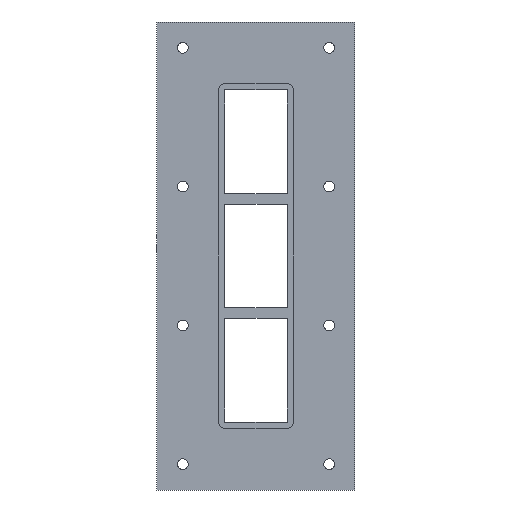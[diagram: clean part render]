
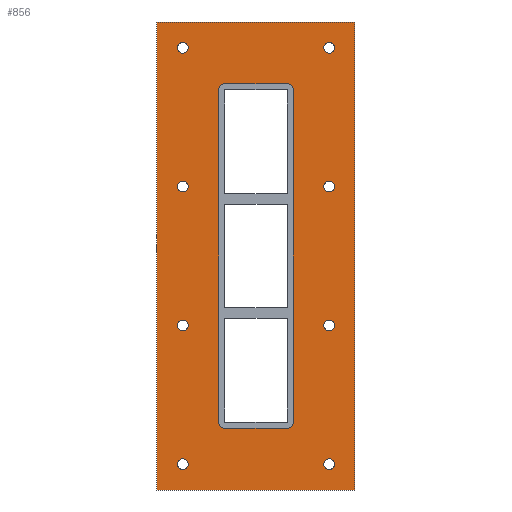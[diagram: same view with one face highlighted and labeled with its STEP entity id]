
A CAD part, front view. The second image highlights one B-rep face of the part: STEP entity #856.
In plain terms, the highlighted planar face has unit normal (0, -1, 0).
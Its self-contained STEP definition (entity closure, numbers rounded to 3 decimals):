
#84=CARTESIAN_POINT('',(-66.,0.0,-202.5));
#85=VERTEX_POINT('',#84);
#86=CARTESIAN_POINT('',(-71.25,0.0,-202.5));
#87=DIRECTION('',(0.0,1.0,0.0));
#88=DIRECTION('',(1.0,0.0,0.0));
#89=AXIS2_PLACEMENT_3D('',#86,#87,#88);
#90=CIRCLE('',#89,5.25);
#91=EDGE_CURVE('',#85,#85,#90,.T.);
#112=CARTESIAN_POINT('',(76.5,0.0,-67.5));
#113=VERTEX_POINT('',#112);
#114=CARTESIAN_POINT('',(71.25,0.0,-67.5));
#115=DIRECTION('',(0.0,1.0,0.0));
#116=DIRECTION('',(1.0,0.0,0.0));
#117=AXIS2_PLACEMENT_3D('',#114,#115,#116);
#118=CIRCLE('',#117,5.25);
#119=EDGE_CURVE('',#113,#113,#118,.T.);
#140=CARTESIAN_POINT('',(-66.,0.0,-67.5));
#141=VERTEX_POINT('',#140);
#142=CARTESIAN_POINT('',(-71.25,0.0,-67.5));
#143=DIRECTION('',(0.0,1.0,0.0));
#144=DIRECTION('',(1.0,0.0,0.0));
#145=AXIS2_PLACEMENT_3D('',#142,#143,#144);
#146=CIRCLE('',#145,5.25);
#147=EDGE_CURVE('',#141,#141,#146,.T.);
#168=CARTESIAN_POINT('',(76.5,0.0,67.5));
#169=VERTEX_POINT('',#168);
#170=CARTESIAN_POINT('',(71.25,0.0,67.5));
#171=DIRECTION('',(0.0,1.0,0.0));
#172=DIRECTION('',(1.0,0.0,0.0));
#173=AXIS2_PLACEMENT_3D('',#170,#171,#172);
#174=CIRCLE('',#173,5.25);
#175=EDGE_CURVE('',#169,#169,#174,.T.);
#196=CARTESIAN_POINT('',(-66.,0.0,67.5));
#197=VERTEX_POINT('',#196);
#198=CARTESIAN_POINT('',(-71.25,0.0,67.5));
#199=DIRECTION('',(0.0,1.0,0.0));
#200=DIRECTION('',(1.0,0.0,0.0));
#201=AXIS2_PLACEMENT_3D('',#198,#199,#200);
#202=CIRCLE('',#201,5.25);
#203=EDGE_CURVE('',#197,#197,#202,.T.);
#224=CARTESIAN_POINT('',(76.5,0.0,-202.5));
#225=VERTEX_POINT('',#224);
#226=CARTESIAN_POINT('',(71.25,0.0,-202.5));
#227=DIRECTION('',(0.0,1.0,0.0));
#228=DIRECTION('',(1.0,0.0,0.0));
#229=AXIS2_PLACEMENT_3D('',#226,#227,#228);
#230=CIRCLE('',#229,5.25);
#231=EDGE_CURVE('',#225,#225,#230,.T.);
#252=CARTESIAN_POINT('',(-66.,0.0,202.5));
#253=VERTEX_POINT('',#252);
#254=CARTESIAN_POINT('',(-71.25,0.0,202.5));
#255=DIRECTION('',(0.0,1.0,0.0));
#256=DIRECTION('',(1.0,0.0,0.0));
#257=AXIS2_PLACEMENT_3D('',#254,#255,#256);
#258=CIRCLE('',#257,5.25);
#259=EDGE_CURVE('',#253,#253,#258,.T.);
#280=CARTESIAN_POINT('',(76.5,0.0,202.5));
#281=VERTEX_POINT('',#280);
#282=CARTESIAN_POINT('',(71.25,0.0,202.5));
#283=DIRECTION('',(0.0,1.0,0.0));
#284=DIRECTION('',(1.0,0.0,0.0));
#285=AXIS2_PLACEMENT_3D('',#282,#283,#284);
#286=CIRCLE('',#285,5.25);
#287=EDGE_CURVE('',#281,#281,#286,.T.);
#723=CARTESIAN_POINT('',(0.0,0.0,0.));
#724=DIRECTION('',(0.0,1.0,0.0));
#725=DIRECTION('',(0.0,0.0,1.0));
#726=AXIS2_PLACEMENT_3D('',#723,#724,#725);
#727=PLANE('',#726);
#728=CARTESIAN_POINT('',(-96.25,0.0,227.5));
#729=VERTEX_POINT('',#728);
#730=CARTESIAN_POINT('',(96.25,0.0,227.5));
#731=VERTEX_POINT('',#730);
#732=CARTESIAN_POINT('',(-96.25,0.0,227.5));
#733=DIRECTION('',(1.0,0.0,0.0));
#734=VECTOR('',#733,192.5);
#735=LINE('',#732,#734);
#736=EDGE_CURVE('',#729,#731,#735,.T.);
#737=ORIENTED_EDGE('',*,*,#736,.F.);
#738=CARTESIAN_POINT('',(-96.25,0.0,-227.5));
#739=VERTEX_POINT('',#738);
#740=CARTESIAN_POINT('',(-96.25,0.0,-227.5));
#741=DIRECTION('',(0.0,0.0,1.0));
#742=VECTOR('',#741,455.);
#743=LINE('',#740,#742);
#744=EDGE_CURVE('',#739,#729,#743,.T.);
#745=ORIENTED_EDGE('',*,*,#744,.F.);
#746=CARTESIAN_POINT('',(96.25,0.0,-227.5));
#747=VERTEX_POINT('',#746);
#748=CARTESIAN_POINT('',(96.25,0.0,-227.5));
#749=DIRECTION('',(-1.0,0.0,0.0));
#750=VECTOR('',#749,192.5);
#751=LINE('',#748,#750);
#752=EDGE_CURVE('',#747,#739,#751,.T.);
#753=ORIENTED_EDGE('',*,*,#752,.F.);
#754=CARTESIAN_POINT('',(96.25,0.0,227.5));
#755=DIRECTION('',(0.0,0.0,-1.0));
#756=VECTOR('',#755,455.);
#757=LINE('',#754,#756);
#758=EDGE_CURVE('',#731,#747,#757,.T.);
#759=ORIENTED_EDGE('',*,*,#758,.F.);
#760=EDGE_LOOP('',(#737,#745,#753,#759));
#761=FACE_OUTER_BOUND('',#760,.T.);
#762=ORIENTED_EDGE('',*,*,#91,.T.);
#763=EDGE_LOOP('',(#762));
#764=FACE_BOUND('',#763,.T.);
#765=ORIENTED_EDGE('',*,*,#119,.T.);
#766=EDGE_LOOP('',(#765));
#767=FACE_BOUND('',#766,.T.);
#768=ORIENTED_EDGE('',*,*,#147,.T.);
#769=EDGE_LOOP('',(#768));
#770=FACE_BOUND('',#769,.T.);
#771=ORIENTED_EDGE('',*,*,#175,.T.);
#772=EDGE_LOOP('',(#771));
#773=FACE_BOUND('',#772,.T.);
#774=ORIENTED_EDGE('',*,*,#203,.T.);
#775=EDGE_LOOP('',(#774));
#776=FACE_BOUND('',#775,.T.);
#777=ORIENTED_EDGE('',*,*,#231,.T.);
#778=EDGE_LOOP('',(#777));
#779=FACE_BOUND('',#778,.T.);
#780=ORIENTED_EDGE('',*,*,#259,.T.);
#781=EDGE_LOOP('',(#780));
#782=FACE_BOUND('',#781,.T.);
#783=ORIENTED_EDGE('',*,*,#287,.T.);
#784=EDGE_LOOP('',(#783));
#785=FACE_BOUND('',#784,.T.);
#786=CARTESIAN_POINT('',(-30.25,0.0,167.5));
#787=VERTEX_POINT('',#786);
#788=CARTESIAN_POINT('',(-36.25,0.0,161.5));
#789=VERTEX_POINT('',#788);
#790=CARTESIAN_POINT('',(-30.25,0.0,161.5));
#791=DIRECTION('',(0.0,-1.0,0.0));
#792=DIRECTION('',(-0.707,0.0,0.707));
#793=AXIS2_PLACEMENT_3D('',#790,#791,#792);
#794=CIRCLE('',#793,6.);
#795=EDGE_CURVE('',#787,#789,#794,.T.);
#796=ORIENTED_EDGE('',*,*,#795,.F.);
#797=CARTESIAN_POINT('',(30.25,0.0,167.5));
#798=VERTEX_POINT('',#797);
#799=CARTESIAN_POINT('',(30.25,0.0,167.5));
#800=DIRECTION('',(-1.0,0.0,0.0));
#801=VECTOR('',#800,60.5);
#802=LINE('',#799,#801);
#803=EDGE_CURVE('',#798,#787,#802,.T.);
#804=ORIENTED_EDGE('',*,*,#803,.F.);
#805=CARTESIAN_POINT('',(36.25,0.0,161.5));
#806=VERTEX_POINT('',#805);
#807=CARTESIAN_POINT('',(30.25,0.0,161.5));
#808=DIRECTION('',(0.0,-1.0,0.0));
#809=DIRECTION('',(0.707,0.0,0.707));
#810=AXIS2_PLACEMENT_3D('',#807,#808,#809);
#811=CIRCLE('',#810,6.);
#812=EDGE_CURVE('',#806,#798,#811,.T.);
#813=ORIENTED_EDGE('',*,*,#812,.F.);
#814=CARTESIAN_POINT('',(36.25,0.0,-161.5));
#815=VERTEX_POINT('',#814);
#816=CARTESIAN_POINT('',(36.25,0.0,-161.5));
#817=DIRECTION('',(0.0,0.0,1.0));
#818=VECTOR('',#817,323.0);
#819=LINE('',#816,#818);
#820=EDGE_CURVE('',#815,#806,#819,.T.);
#821=ORIENTED_EDGE('',*,*,#820,.F.);
#822=CARTESIAN_POINT('',(30.25,0.0,-167.5));
#823=VERTEX_POINT('',#822);
#824=CARTESIAN_POINT('',(30.25,0.0,-161.5));
#825=DIRECTION('',(0.0,-1.0,0.0));
#826=DIRECTION('',(0.707,0.0,-0.707));
#827=AXIS2_PLACEMENT_3D('',#824,#825,#826);
#828=CIRCLE('',#827,6.);
#829=EDGE_CURVE('',#823,#815,#828,.T.);
#830=ORIENTED_EDGE('',*,*,#829,.F.);
#831=CARTESIAN_POINT('',(-30.25,0.0,-167.5));
#832=VERTEX_POINT('',#831);
#833=CARTESIAN_POINT('',(-30.25,0.0,-167.5));
#834=DIRECTION('',(1.0,0.0,0.0));
#835=VECTOR('',#834,60.5);
#836=LINE('',#833,#835);
#837=EDGE_CURVE('',#832,#823,#836,.T.);
#838=ORIENTED_EDGE('',*,*,#837,.F.);
#839=CARTESIAN_POINT('',(-36.25,0.0,-161.5));
#840=VERTEX_POINT('',#839);
#841=CARTESIAN_POINT('',(-30.25,0.0,-161.5));
#842=DIRECTION('',(0.0,-1.0,0.0));
#843=DIRECTION('',(-0.707,0.0,-0.707));
#844=AXIS2_PLACEMENT_3D('',#841,#842,#843);
#845=CIRCLE('',#844,6.);
#846=EDGE_CURVE('',#840,#832,#845,.T.);
#847=ORIENTED_EDGE('',*,*,#846,.F.);
#848=CARTESIAN_POINT('',(-36.25,0.0,161.5));
#849=DIRECTION('',(0.0,0.0,-1.0));
#850=VECTOR('',#849,323.0);
#851=LINE('',#848,#850);
#852=EDGE_CURVE('',#789,#840,#851,.T.);
#853=ORIENTED_EDGE('',*,*,#852,.F.);
#854=EDGE_LOOP('',(#796,#804,#813,#821,#830,#838,#847,#853));
#855=FACE_BOUND('',#854,.T.);
#856=ADVANCED_FACE('',(#761,#764,#767,#770,#773,#776,#779,#782,#785,#855),#727,.F.);
